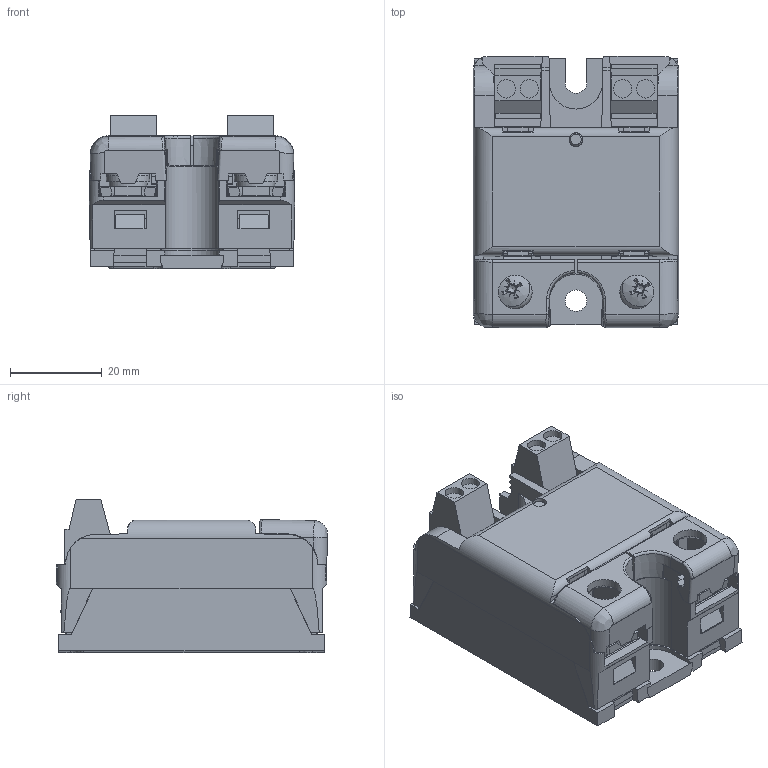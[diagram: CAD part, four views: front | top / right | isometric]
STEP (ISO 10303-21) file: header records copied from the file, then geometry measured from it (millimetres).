
FILE_DESCRIPTION(/* description */ ('20 28 514'),/* implementation_level */ '2;1');
FILE_NAME(/* name */ 'SOI Crouzet.stp',/* time_stamp */ '2020-06-29T09:29:02+02:00',/* author */ ('ysicot'),/* organization */ (''),/* preprocessor_version */ 'ST-DEVELOPER v17',/* originating_system */ 'Autodesk Inventor 2018',/* authorisation */ '');
FILE_SCHEMA (('CONFIG_CONTROL_DESIGN'));
Length unit declared in the file: millimetre
Products named in the file (8): SO Crouzet; SE Ci avec connecteurs cde; Cavalier puissance carré M5 CVB; vis M5 X 14; NF E 25-516 - WZ5; Volet Crouzet V5; Volet Crouzet V5 MIR; SO Crouzet_Substitute_3
Assembly tree (10 placements, depth 3):
  SO Crouzet
    SE Ci avec connecteurs cde
      Cavalier puissance carré M5 CVB  x2
      vis M5 X 14  x2
      NF E 25-516 - WZ5  x2
    Volet Crouzet V5
    Volet Crouzet V5 MIR
    SO Crouzet_Substitute_3
Bounding box: 44.8 x 59.19 x 33.6 mm (x, y, z)
Volume: 61650.3 mm3; surface area: 21082.7 mm2
Topology: 9 solids, 13 shells, 1039 faces, 2931 edges, 1926 vertices
Faces by surface type: plane 727, cone 145, cylinder 125, bspline 28, torus 12, sphere 2
Full cylindrical faces by diameter (mm): 2.35 x1, 3 x3, 4 x4, 4.134 x2, 4.567 x2, 4.6 x2, 4.674 x2, 4.7 x1, 5 x4, 7.4 x2
Entity records: 33323 total; most frequent: CARTESIAN_POINT 7691, ORIENTED_EDGE 5384, DIRECTION 4885, EDGE_CURVE 2692, LINE 1911, VECTOR 1911, VERTEX_POINT 1771, AXIS2_PLACEMENT_3D 1487
